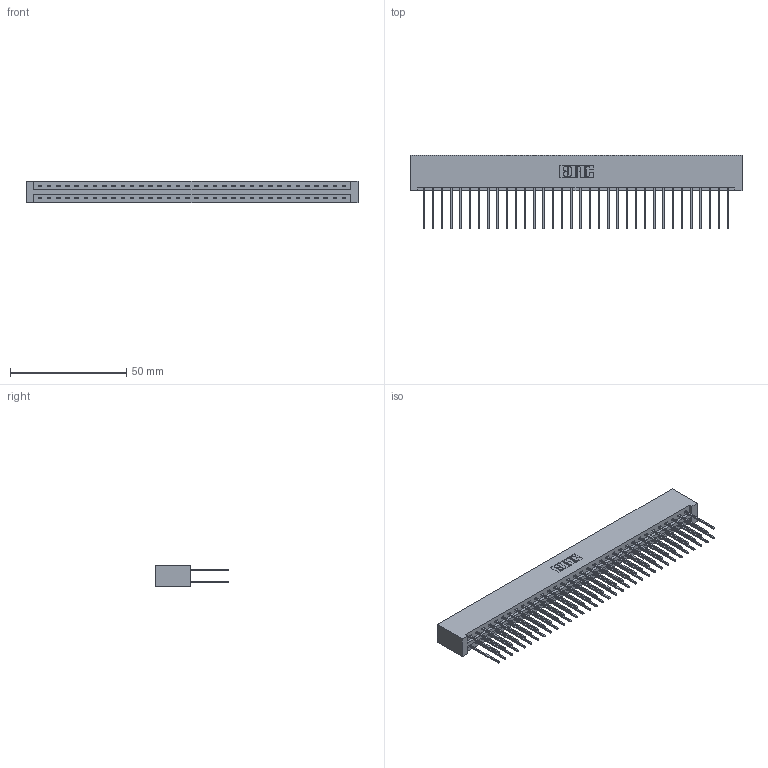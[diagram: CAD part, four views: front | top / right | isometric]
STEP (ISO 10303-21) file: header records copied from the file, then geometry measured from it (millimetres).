
FILE_DESCRIPTION (( 'STEP AP203' ), '1' );
FILE_NAME ('387-068-542-201.STEP', '2018-09-22T15:34:48', ( '' ), ( '' ), 'SwSTEP 2.0', 'SolidWorks 2016', '' );
FILE_SCHEMA (( 'CONFIG_CONTROL_DESIGN' ));
Length unit declared in the file: inch
Products named in the file (3): 337 Part_No Mounting Lugs; 345-292-001_345-293-142; 387-068-542-201
Assembly tree (69 placements, depth 2):
  387-068-542-201
    337 Part_No Mounting Lugs
    345-292-001_345-293-142  x68
Bounding box: 142.6 x 31.63 x 9.4 mm (x, y, z)
Volume: 15999.1 mm3; surface area: 19645.7 mm2
Topology: 69 solids, 69 shells, 3778 faces, 11235 edges, 7398 vertices
Faces by surface type: plane 2650, cylinder 1128
Entity records: 27137 total; most frequent: CARTESIAN_POINT 4578, ORIENTED_EDGE 4514, DIRECTION 3901, EDGE_CURVE 2257, LINE 2137, VECTOR 2137, VERTEX_POINT 1502, AXIS2_PLACEMENT_3D 882
